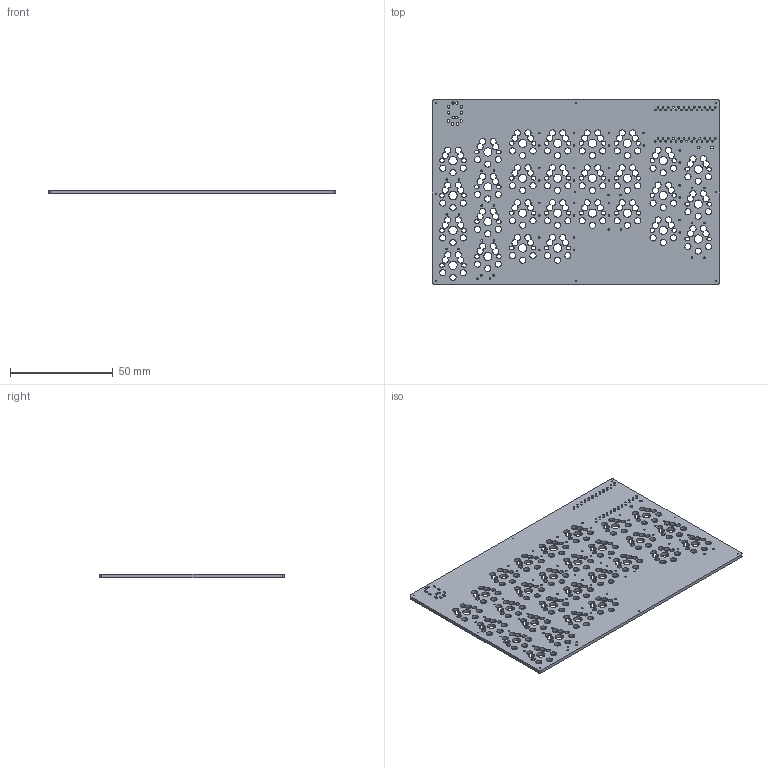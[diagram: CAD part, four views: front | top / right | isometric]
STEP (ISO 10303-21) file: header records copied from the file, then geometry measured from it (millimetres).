
FILE_DESCRIPTION(('KiCad electronic assembly'),'2;1');
FILE_NAME('56.step','2022-04-04T01:59:33',('An Author'),('A Company'), 'Open CASCADE STEP processor 6.9','KiCad to STEP converter','Unknown' );
FILE_SCHEMA(('AUTOMOTIVE_DESIGN { 1 0 10303 214 1 1 1 1 }'));
Length unit declared in the file: millimetre
Products named in the file (2): Open CASCADE STEP translator 6.9 1; COMPOUND
Assembly tree (1 placements, depth 2):
  Open CASCADE STEP translator 6.9 1
    COMPOUND
Bounding box: 140 x 90 x 1.6 mm (x, y, z)
Volume: 16973.3 mm3; surface area: 26414.5 mm2
Topology: 1 solids, 1 shells, 665 faces, 1989 edges, 1326 vertices
Faces by surface type: cylinder 643, plane 22
Full cylindrical faces by diameter (mm): 0.5 x9, 0.813 x104, 1.2 x4, 1.3 x2, 3 x84, 4 x28
Entity records: 50049 total; most frequent: CARTESIAN_POINT 8408, DIRECTION 8139, ORIENTED_EDGE 3978, PCURVE 3978, DEFINITIONAL_REPRESENTATION 3978, LINE 2947, VECTOR 2947, CIRCLE 2572
